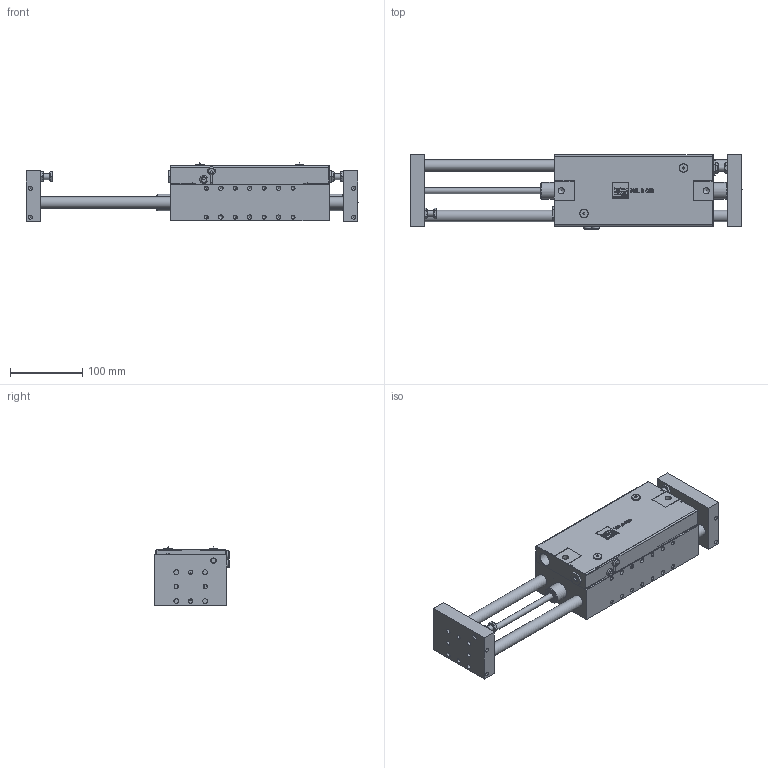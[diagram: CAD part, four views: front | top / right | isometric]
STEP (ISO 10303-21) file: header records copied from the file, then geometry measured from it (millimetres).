
FILE_DESCRIPTION((''),'2;1');
FILE_NAME('MSL3-160.stp','2012-10-01T09:22:45',('hartung_david'),(''),'Autodesk Inventor 2012','Autodesk Inventor 2012','');
FILE_SCHEMA(('AUTOMOTIVE_DESIGN { 1 0 10303 214 1 1 1 1 }'));
Length unit declared in the file: millimetre
Products named in the file (3): MSL3-160; MSL3-160-010; MSL3-160-020
Assembly tree (2 placements, depth 2):
  MSL3-160
    MSL3-160-010
    MSL3-160-020
Bounding box: 460 x 103.5 x 81.5 mm (x, y, z)
Volume: 1973138 mm3; surface area: 277215.1 mm2
Topology: 2 solids, 30 shells, 1172 faces, 3016 edges, 2015 vertices
Faces by surface type: plane 567, bspline 251, cylinder 234, cone 116, torus 4
Full cylindrical faces by diameter (mm): 3.7 x2, 4 x2, 4.459 x2, 4.917 x24, 5 x24, 5.459 x36, 6 x26, 6.5 x2, 6.6 x8, 6.917 x2, 7 x2, 7.459 x2, 8 x10, 8.5 x2, 8.566 x2, 8.8 x2, 9.5 x2, 9.6 x4, 11 x10, 11.4 x2, 11.5 x2, 13.4 x2, 15 x12, 16 x10, 17 x2, 18.376 x2, 23 x2, 26 x4, 26.2 x4, 37 x2
Entity records: 35566 total; most frequent: CARTESIAN_POINT 9528, ORIENTED_EDGE 4962, DIRECTION 4325, EDGE_CURVE 2481, VERTEX_POINT 1806, EDGE_LOOP 1717, AXIS2_PLACEMENT_3D 1474, VECTOR 1377
